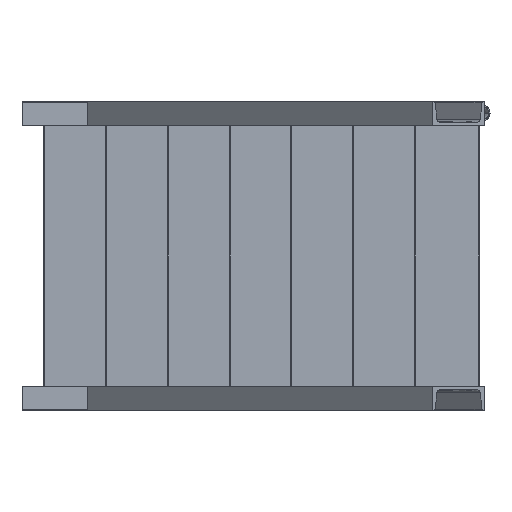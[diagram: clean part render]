
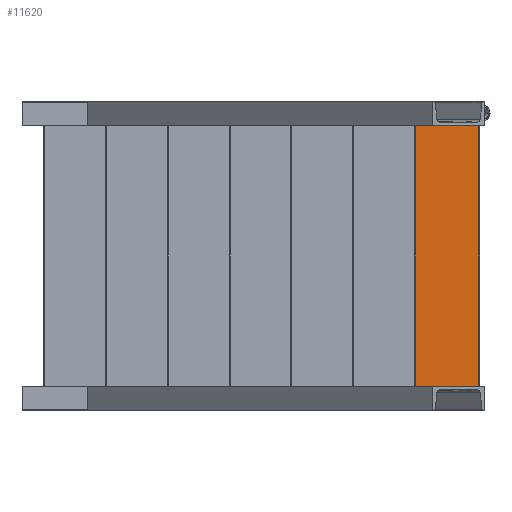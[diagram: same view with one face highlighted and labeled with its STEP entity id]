
A CAD part, front view. The second image highlights one B-rep face of the part: STEP entity #11620.
In plain terms, the highlighted free-form (B-spline) face has degree [1, 1] with [2, 2] control points.
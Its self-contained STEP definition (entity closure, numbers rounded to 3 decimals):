
#11582 = VERTEX_POINT('',#11583);
#11583 = CARTESIAN_POINT('',(1443.378,-1172.629,
    -3.085));
#11620 = ADVANCED_FACE('',(#11621),#11649,.F.);
#11621 = FACE_BOUND('',#11622,.T.);
#11622 = EDGE_LOOP('',(#11623,#11630,#11637,#11644));
#11623 = ORIENTED_EDGE('',*,*,#11624,.F.);
#11624 = EDGE_CURVE('',#11625,#11582,#11627,.T.);
#11625 = VERTEX_POINT('',#11626);
#11626 = CARTESIAN_POINT('',(1242.621,-1172.629,
    -3.085));
#11627 = B_SPLINE_CURVE_WITH_KNOTS('',1,(#11628,#11629),.UNSPECIFIED.,
  .F.,.F.,(2,2),(0.,145.527),
  .PIECEWISE_BEZIER_KNOTS.);
#11628 = CARTESIAN_POINT('',(1242.621,-1172.629,
    -3.085));
#11629 = CARTESIAN_POINT('',(1443.378,-1172.629,
    -3.085));
#11630 = ORIENTED_EDGE('',*,*,#11631,.T.);
#11631 = EDGE_CURVE('',#11625,#11632,#11634,.T.);
#11632 = VERTEX_POINT('',#11633);
#11633 = CARTESIAN_POINT('',(1242.621,-1172.629,
    -824.625));
#11634 = B_SPLINE_CURVE_WITH_KNOTS('',1,(#11635,#11636),.UNSPECIFIED.,
  .F.,.F.,(2,2),(157.478,753.005),
  .PIECEWISE_BEZIER_KNOTS.);
#11635 = CARTESIAN_POINT('',(1242.621,-1172.629,
    -3.085));
#11636 = CARTESIAN_POINT('',(1242.621,-1172.629,
    -824.625));
#11637 = ORIENTED_EDGE('',*,*,#11638,.F.);
#11638 = EDGE_CURVE('',#11639,#11632,#11641,.T.);
#11639 = VERTEX_POINT('',#11640);
#11640 = CARTESIAN_POINT('',(1443.378,-1172.629,
    -824.625));
#11641 = B_SPLINE_CURVE_WITH_KNOTS('',1,(#11642,#11643),.UNSPECIFIED.,
  .F.,.F.,(2,2),(0.,145.527),.PIECEWISE_BEZIER_KNOTS.);
#11642 = CARTESIAN_POINT('',(1443.378,-1172.629,
    -824.625));
#11643 = CARTESIAN_POINT('',(1242.621,-1172.629,
    -824.625));
#11644 = ORIENTED_EDGE('',*,*,#11645,.F.);
#11645 = EDGE_CURVE('',#11582,#11639,#11646,.T.);
#11646 = B_SPLINE_CURVE_WITH_KNOTS('',1,(#11647,#11648),.UNSPECIFIED.,
  .F.,.F.,(2,2),(157.478,753.005),
  .PIECEWISE_BEZIER_KNOTS.);
#11647 = CARTESIAN_POINT('',(1443.378,-1172.629,
    -3.085));
#11648 = CARTESIAN_POINT('',(1443.378,-1172.629,
    -824.625));
#11649 = B_SPLINE_SURFACE_WITH_KNOTS('',1,1,(
    (#11650,#11651)
    ,(#11652,#11653
    )),.UNSPECIFIED.,.F.,.F.,.F.,(2,2),(2,2),(-147.763,-2.237),(
    -753.005,-157.478),.PIECEWISE_BEZIER_KNOTS.);
#11650 = CARTESIAN_POINT('',(1443.378,-1172.629,
    -824.625));
#11651 = CARTESIAN_POINT('',(1443.378,-1172.629,
    -3.085));
#11652 = CARTESIAN_POINT('',(1242.621,-1172.629,
    -824.625));
#11653 = CARTESIAN_POINT('',(1242.621,-1172.629,
    -3.085));
